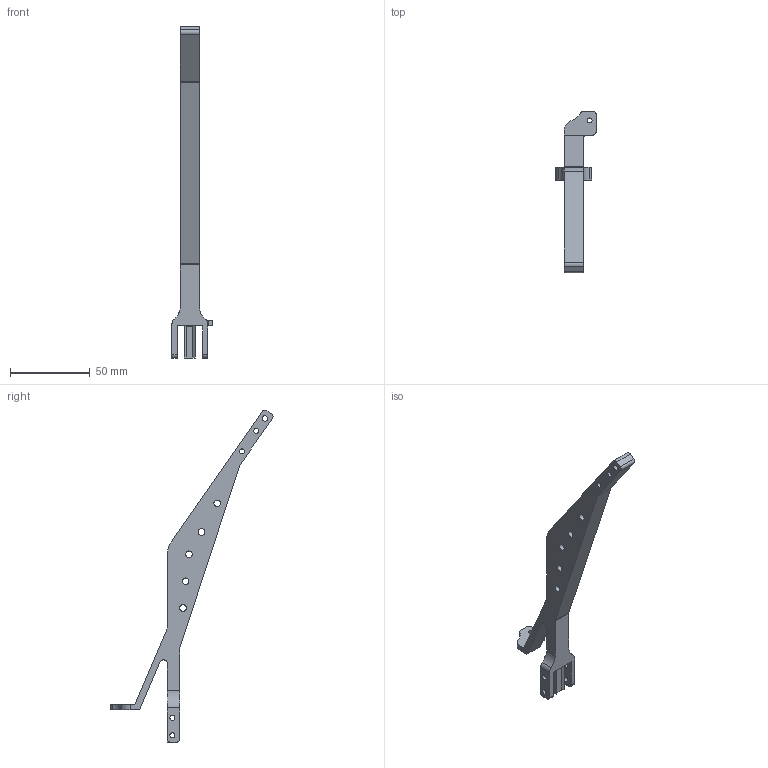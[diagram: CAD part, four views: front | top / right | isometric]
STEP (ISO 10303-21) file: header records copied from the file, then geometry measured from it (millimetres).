
FILE_DESCRIPTION(/* description */ (''),/* implementation_level */ '2;1');
FILE_NAME(/* name */ '',/* time_stamp */ '2025-01-22T15:37:16+03:00',/* author */ ('Phantom'),/* organization */ (''),/* preprocessor_version */ 'ST-DEVELOPER v20',/* originating_system */ 'Autodesk Inventor 2025',/* authorisation */ '');
FILE_SCHEMA (('AUTOMOTIVE_DESIGN { 1 0 10303 214 3 1 1 }'));
Length unit declared in the file: millimetre
Products named in the file (1): палка
Bounding box: 25.2 x 101.85 x 208.63 mm (x, y, z)
Volume: 37011.1 mm3; surface area: 15296.3 mm2
Topology: 1 solids, 2 shells, 76 faces, 212 edges, 141 vertices
Faces by surface type: plane 40, cylinder 36
Full cylindrical faces by diameter (mm): 3.1 x1, 3.15 x2, 3.2 x6, 3.465 x1, 4.15 x5
Entity records: 2563 total; most frequent: DIRECTION 440, CARTESIAN_POINT 430, ORIENTED_EDGE 424, EDGE_CURVE 212, AXIS2_PLACEMENT_3D 151, VERTEX_POINT 141, LINE 138, VECTOR 138
